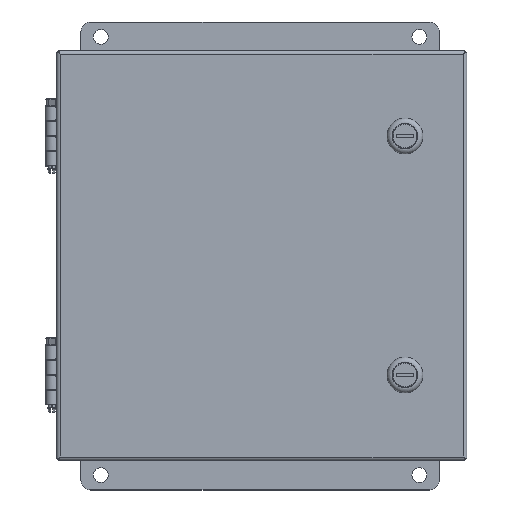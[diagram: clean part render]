
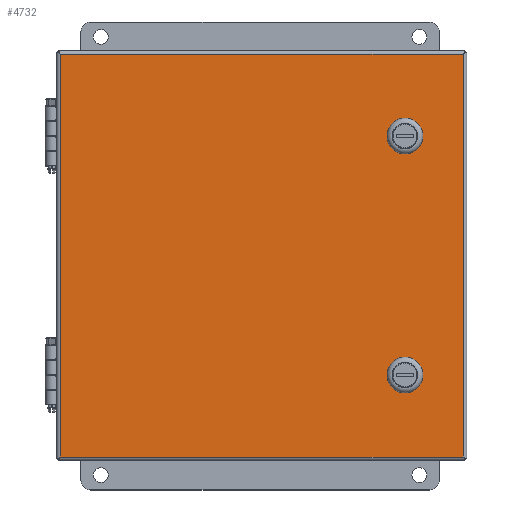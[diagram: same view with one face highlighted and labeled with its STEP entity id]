
A CAD part, top view. The second image highlights one B-rep face of the part: STEP entity #4732.
In plain terms, the highlighted face is planar.
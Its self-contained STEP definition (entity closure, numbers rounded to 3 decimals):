
#4732 = ADVANCED_FACE( '', ( #9588, #9589, #9590 ), #9591, .T. );
#9588 = FACE_BOUND( '', #39210, .T. );
#9589 = FACE_BOUND( '', #39211, .T. );
#9590 = FACE_OUTER_BOUND( '', #39212, .T. );
#9591 = PLANE( '', #39213 );
#39210 = EDGE_LOOP( '', ( #56590, #56591, #56592, #56593 ) );
#39211 = EDGE_LOOP( '', ( #56594, #56595, #56596, #56597 ) );
#39212 = EDGE_LOOP( '', ( #56598, #56599, #56600, #56601 ) );
#39213 = AXIS2_PLACEMENT_3D( '', #56602, #56603, #56604 );
#56590 = ORIENTED_EDGE( '', *, *, #60317, .F. );
#56591 = ORIENTED_EDGE( '', *, *, #62787, .F. );
#56592 = ORIENTED_EDGE( '', *, *, #63309, .F. );
#56593 = ORIENTED_EDGE( '', *, *, #59450, .F. );
#56594 = ORIENTED_EDGE( '', *, *, #61988, .F. );
#56595 = ORIENTED_EDGE( '', *, *, #61410, .F. );
#56596 = ORIENTED_EDGE( '', *, *, #61351, .F. );
#56597 = ORIENTED_EDGE( '', *, *, #58928, .F. );
#56598 = ORIENTED_EDGE( '', *, *, #60415, .T. );
#56599 = ORIENTED_EDGE( '', *, *, #60770, .F. );
#56600 = ORIENTED_EDGE( '', *, *, #62570, .T. );
#56601 = ORIENTED_EDGE( '', *, *, #59380, .T. );
#56602 = CARTESIAN_POINT( '', ( -130.81, 0., -130.81 ) );
#56603 = DIRECTION( '', ( 0., -1., 0. ) );
#56604 = DIRECTION( '', ( 0., 0., -1. ) );
#58928 = EDGE_CURVE( '', #64258, #64260, #64261, .T. );
#59380 = EDGE_CURVE( '', #65051, #65059, #65061, .T. );
#59450 = EDGE_CURVE( '', #65178, #65180, #65181, .T. );
#60317 = EDGE_CURVE( '', #66606, #65178, #66608, .T. );
#60415 = EDGE_CURVE( '', #65059, #66760, #66762, .T. );
#60770 = EDGE_CURVE( '', #66636, #66760, #67318, .T. );
#61351 = EDGE_CURVE( '', #64260, #68190, #68191, .T. );
#61410 = EDGE_CURVE( '', #68190, #68276, #68277, .T. );
#61988 = EDGE_CURVE( '', #68276, #64258, #69068, .T. );
#62570 = EDGE_CURVE( '', #66636, #65051, #69809, .T. );
#62787 = EDGE_CURVE( '', #70073, #66606, #70075, .T. );
#63309 = EDGE_CURVE( '', #65180, #70073, #70657, .T. );
#64258 = VERTEX_POINT( '', #72697 );
#64260 = VERTEX_POINT( '', #72700 );
#64261 = LINE( '', #72701, #72702 );
#65051 = VERTEX_POINT( '', #74685 );
#65059 = VERTEX_POINT( '', #74694 );
#65061 = LINE( '', #74696, #74697 );
#65178 = VERTEX_POINT( '', #75067 );
#65180 = VERTEX_POINT( '', #75070 );
#65181 = LINE( '', #75071, #75072 );
#66606 = VERTEX_POINT( '', #78549 );
#66608 = CIRCLE( '', #78552, 9.716 );
#66636 = VERTEX_POINT( '', #78593 );
#66760 = VERTEX_POINT( '', #78914 );
#66762 = LINE( '', #78916, #78917 );
#67318 = LINE( '', #80264, #80265 );
#68190 = VERTEX_POINT( '', #82745 );
#68191 = CIRCLE( '', #82746, 9.716 );
#68276 = VERTEX_POINT( '', #82941 );
#68277 = LINE( '', #82942, #82943 );
#69068 = CIRCLE( '', #84941, 9.716 );
#69809 = LINE( '', #86959, #86960 );
#70073 = VERTEX_POINT( '', #87747 );
#70075 = LINE( '', #87750, #87751 );
#70657 = CIRCLE( '', #89265, 9.716 );
#72697 = CARTESIAN_POINT( '', ( 83.185, 0., -70.878 ) );
#72700 = CARTESIAN_POINT( '', ( 83.185, 0., -81.522 ) );
#72701 = CARTESIAN_POINT( '', ( 83.185, 0., -70.878 ) );
#72702 = VECTOR( '', #89948, 1000. );
#74685 = CARTESIAN_POINT( '', ( -128.473, 0., -128.473 ) );
#74694 = CARTESIAN_POINT( '', ( 128.473, 0., -128.473 ) );
#74696 = CARTESIAN_POINT( '', ( 130.81, 0., -128.473 ) );
#74697 = VECTOR( '', #90323, 1000. );
#75067 = CARTESIAN_POINT( '', ( 83.185, 0., 81.522 ) );
#75070 = CARTESIAN_POINT( '', ( 83.185, 0., 70.878 ) );
#75071 = CARTESIAN_POINT( '', ( 83.185, 0., 81.522 ) );
#75072 = VECTOR( '', #90381, 1000. );
#78549 = CARTESIAN_POINT( '', ( 99.441, 0., 81.522 ) );
#78552 = AXIS2_PLACEMENT_3D( '', #91045, #91046, #91047 );
#78593 = CARTESIAN_POINT( '', ( -128.473, 0., 128.473 ) );
#78914 = CARTESIAN_POINT( '', ( 128.473, 0., 128.473 ) );
#78916 = CARTESIAN_POINT( '', ( 128.473, 0., 128.473 ) );
#78917 = VECTOR( '', #91133, 1000. );
#80264 = CARTESIAN_POINT( '', ( -128.473, 0., 128.473 ) );
#80265 = VECTOR( '', #91394, 1000. );
#82745 = CARTESIAN_POINT( '', ( 99.441, 0., -81.522 ) );
#82746 = AXIS2_PLACEMENT_3D( '', #91768, #91769, #91770 );
#82941 = CARTESIAN_POINT( '', ( 99.441, 0., -70.878 ) );
#82942 = CARTESIAN_POINT( '', ( 99.441, 0., -70.878 ) );
#82943 = VECTOR( '', #91805, 1000. );
#84941 = AXIS2_PLACEMENT_3D( '', #92232, #92233, #92234 );
#86959 = CARTESIAN_POINT( '', ( -128.473, 0., -130.81 ) );
#86960 = VECTOR( '', #92578, 1000. );
#87747 = CARTESIAN_POINT( '', ( 99.441, 0., 70.878 ) );
#87750 = CARTESIAN_POINT( '', ( 99.441, 0., 81.522 ) );
#87751 = VECTOR( '', #92686, 1000. );
#89265 = AXIS2_PLACEMENT_3D( '', #92927, #92928, #92929 );
#89948 = DIRECTION( '', ( 0., 0., -1. ) );
#90323 = DIRECTION( '', ( 1., 0., 0. ) );
#90381 = DIRECTION( '', ( 0., 0., -1. ) );
#91045 = CARTESIAN_POINT( '', ( 91.313, 0., 76.2 ) );
#91046 = DIRECTION( '', ( 0., -1., 0. ) );
#91047 = DIRECTION( '', ( 1., 0., 0. ) );
#91133 = DIRECTION( '', ( 0., 0., 1. ) );
#91394 = DIRECTION( '', ( 1., 0., 0. ) );
#91768 = CARTESIAN_POINT( '', ( 91.313, 0., -76.2 ) );
#91769 = DIRECTION( '', ( 0., -1., 0. ) );
#91770 = DIRECTION( '', ( 1., 0., 0. ) );
#91805 = DIRECTION( '', ( 0., 0., 1. ) );
#92232 = CARTESIAN_POINT( '', ( 91.313, 0., -76.2 ) );
#92233 = DIRECTION( '', ( 0., -1., 0. ) );
#92234 = DIRECTION( '', ( 1., 0., 0. ) );
#92578 = DIRECTION( '', ( 0., 0., -1. ) );
#92686 = DIRECTION( '', ( 0., 0., 1. ) );
#92927 = CARTESIAN_POINT( '', ( 91.313, 0., 76.2 ) );
#92928 = DIRECTION( '', ( 0., -1., 0. ) );
#92929 = DIRECTION( '', ( 1., 0., 0. ) );
